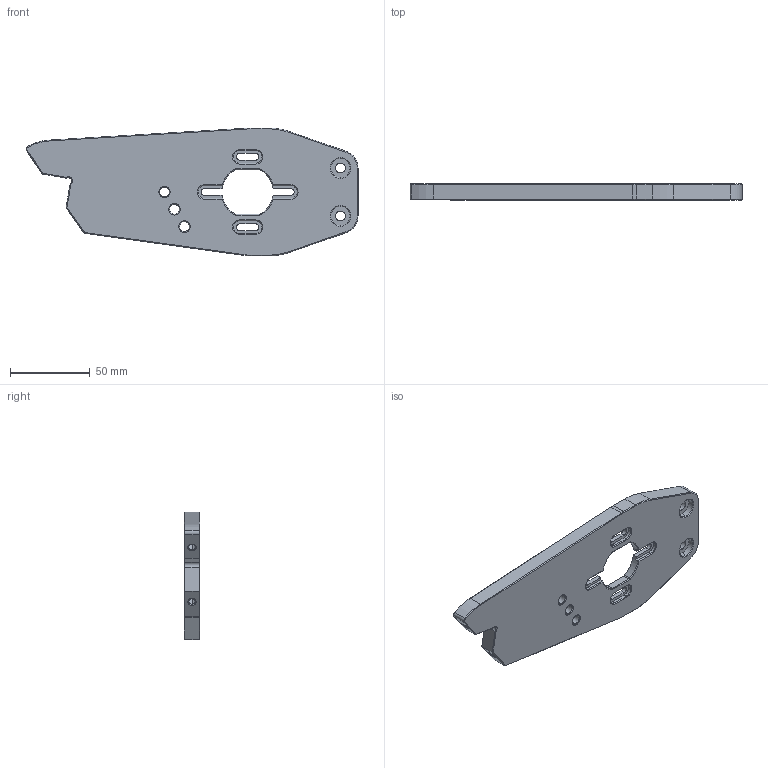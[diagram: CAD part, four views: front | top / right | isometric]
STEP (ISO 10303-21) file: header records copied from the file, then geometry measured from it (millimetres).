
FILE_DESCRIPTION (( 'STEP AP203' ), '1' );
FILE_NAME ('Êðåïëåíèå ìîòîðà òðàêà 2.STEP', '2021-11-18T13:33:07', ( '' ), ( '' ), 'SwSTEP 2.0', 'SolidWorks 2021', '' );
FILE_SCHEMA (( 'CONFIG_CONTROL_DESIGN' ));
Length unit declared in the file: millimetre
Products named in the file (1): Êðåïëåíèå ìîòîðà òðàêà 2
Bounding box: 207.58 x 10 x 80 mm (x, y, z)
Volume: 99536 mm3; surface area: 31596.3 mm2
Topology: 1 solids, 1 shells, 191 faces, 452 edges, 270 vertices
Faces by surface type: plane 76, cone 61, cylinder 54
Entity records: 5545 total; most frequent: DIRECTION 1002, CARTESIAN_POINT 938, ORIENTED_EDGE 904, EDGE_CURVE 452, AXIS2_PLACEMENT_3D 366, LINE 270, VERTEX_POINT 270, VECTOR 270
